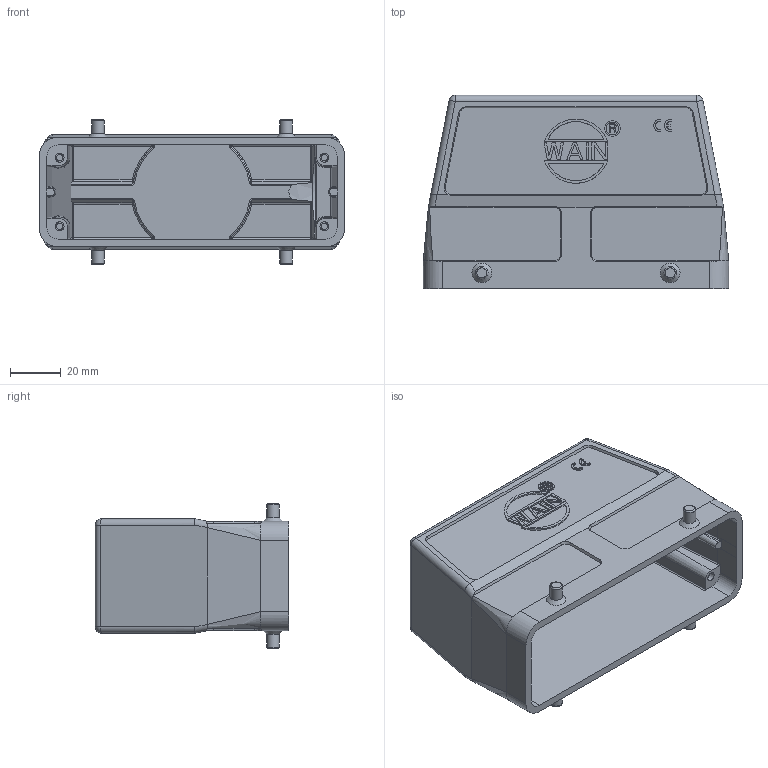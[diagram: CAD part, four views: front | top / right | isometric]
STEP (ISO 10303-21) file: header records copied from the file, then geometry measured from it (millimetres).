
FILE_DESCRIPTION(/* description */ (''),/* implementation_level */ '2;1');
FILE_NAME(/* name */ 'm40.stp',/* time_stamp */ '2023-11-30T13:30:01+08:00',/* author */ (''),/* organization */ (''),/* preprocessor_version */ 'ST-DEVELOPER v18.1',/* originating_system */ 'SIEMENS PLM Software NX 1980',/* authorisation */ '');
FILE_SCHEMA (('AP203_CONFIGURATION_CONTROLLED_3D_DESIGN_OF_MECHANICAL_PARTS_AND_ASSEMBLIES_MIM_LF { 1 0 10303 403 2 1 2}'));
Length unit declared in the file: millimetre
Products named in the file (1): P_H24B-TEH-SEH-NEW
Bounding box: 120 x 76 x 57 mm (x, y, z)
Volume: 85978 mm3; surface area: 53346.6 mm2
Topology: 1 solids, 1 shells, 459 faces, 1165 edges, 731 vertices
Faces by surface type: plane 272, cylinder 86, cone 30, bspline 29, sphere 20, torus 14, extrusion 8
Full cylindrical faces by diameter (mm): 2.5 x4, 3.5 x4, 4.9 x4, 5 x2, 6.1 x2, 38.5 x1
Entity records: 14848 total; most frequent: CARTESIAN_POINT 3980, ORIENTED_EDGE 2226, DIRECTION 2191, EDGE_CURVE 1113, VECTOR 749, LINE 741, VERTEX_POINT 721, AXIS2_PLACEMENT_3D 721
